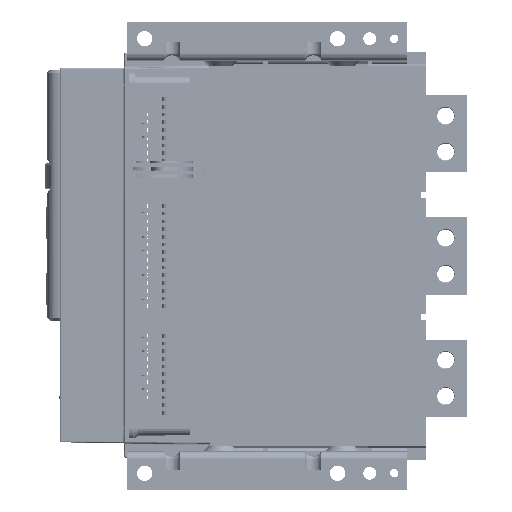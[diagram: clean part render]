
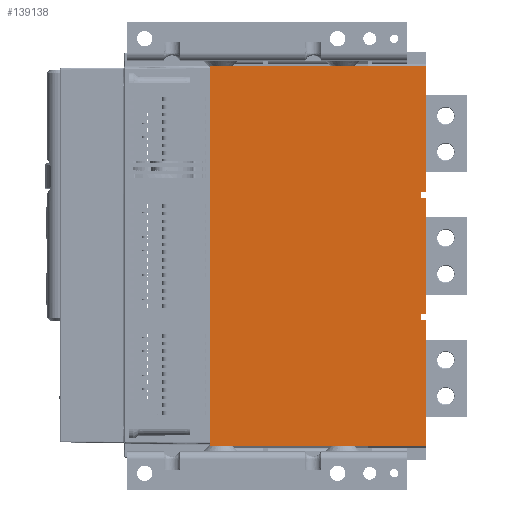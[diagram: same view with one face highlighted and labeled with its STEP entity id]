
A CAD part, front view. The second image highlights one B-rep face of the part: STEP entity #139138.
In plain terms, the highlighted planar face has unit normal (0, -1, 0).
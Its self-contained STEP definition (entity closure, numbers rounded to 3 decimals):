
#4924=DIRECTION('',(0.,0.,-1.));
#4925=VECTOR('',#4924,2.);
#4926=CARTESIAN_POINT('',(-168.,0.,195.5));
#4927=LINE('',#4926,#4925);
#4928=DIRECTION('',(1.,0.,0.));
#4929=VECTOR('',#4928,168.);
#4930=CARTESIAN_POINT('',(-168.,0.,195.5));
#4931=LINE('',#4930,#4929);
#4932=DIRECTION('',(1.,0.,0.));
#4933=VECTOR('',#4932,4.);
#4934=CARTESIAN_POINT('',(-4.,0.,97.5));
#4935=LINE('',#4934,#4933);
#4936=DIRECTION('',(0.,0.,1.));
#4937=VECTOR('',#4936,90.);
#4938=CARTESIAN_POINT('',(0.,0.,2.5));
#4939=LINE('',#4938,#4937);
#4940=DIRECTION('',(1.,0.,0.));
#4941=VECTOR('',#4940,4.);
#4942=CARTESIAN_POINT('',(-4.,0.,2.5));
#4943=LINE('',#4942,#4941);
#4944=DIRECTION('',(0.,0.,1.));
#4945=VECTOR('',#4944,5.);
#4946=CARTESIAN_POINT('',(-4.,0.,-2.5));
#4947=LINE('',#4946,#4945);
#4948=DIRECTION('',(0.,0.,1.));
#4949=VECTOR('',#4948,98.);
#4950=CARTESIAN_POINT('',(0.,0.,-100.5));
#4951=LINE('',#4950,#4949);
#4952=DIRECTION('',(-1.,0.,0.));
#4953=VECTOR('',#4952,168.);
#4954=CARTESIAN_POINT('',(0.,0.,-100.5));
#4955=LINE('',#4954,#4953);
#4956=DIRECTION('',(0.,0.,-1.));
#4957=VECTOR('',#4956,3.);
#4958=CARTESIAN_POINT('',(-168.,0.,-97.5));
#4959=LINE('',#4958,#4957);
#4960=DIRECTION('',(0.,0.,1.));
#4961=VECTOR('',#4960,291.);
#4962=CARTESIAN_POINT('',(-168.,0.,-97.5));
#4963=LINE('',#4962,#4961);
#35983=DIRECTION('',(1.,0.,0.));
#35984=VECTOR('',#35983,4.);
#35985=CARTESIAN_POINT('',(-4.,0.,-2.5));
#35986=LINE('',#35985,#35984);
#78652=DIRECTION('',(0.,0.,-1.));
#78653=VECTOR('',#78652,98.);
#78654=CARTESIAN_POINT('',(0.,0.,195.5));
#78655=LINE('',#78654,#78653);
#78994=DIRECTION('',(1.,0.,0.));
#78995=VECTOR('',#78994,4.);
#78996=CARTESIAN_POINT('',(-4.,0.,92.5));
#78997=LINE('',#78996,#78995);
#79002=DIRECTION('',(0.,0.,-1.));
#79003=VECTOR('',#79002,5.);
#79004=CARTESIAN_POINT('',(-4.,0.,97.5));
#79005=LINE('',#79004,#79003);
#105242=CARTESIAN_POINT('',(0.,0.,2.5));
#105244=VERTEX_POINT('',#105242);
#105259=CARTESIAN_POINT('',(0.,0.,92.5));
#105260=VERTEX_POINT('',#105259);
#105431=CARTESIAN_POINT('',(0.,0.,195.5));
#105432=VERTEX_POINT('',#105431);
#105433=CARTESIAN_POINT('',(0.,0.,97.5));
#105434=VERTEX_POINT('',#105433);
#105619=CARTESIAN_POINT('',(0.,0.,-2.5));
#105620=VERTEX_POINT('',#105619);
#105621=CARTESIAN_POINT('',(0.,0.,-100.5));
#105622=VERTEX_POINT('',#105621);
#105825=CARTESIAN_POINT('',(-4.,0.,-2.5));
#105826=VERTEX_POINT('',#105825);
#105827=CARTESIAN_POINT('',(-4.,0.,2.5));
#105828=VERTEX_POINT('',#105827);
#105829=CARTESIAN_POINT('',(-4.,0.,92.5));
#105830=VERTEX_POINT('',#105829);
#105831=CARTESIAN_POINT('',(-4.,0.,97.5));
#105832=VERTEX_POINT('',#105831);
#111461=CARTESIAN_POINT('',(-168.,0.,-100.5));
#111462=VERTEX_POINT('',#111461);
#111463=CARTESIAN_POINT('',(-168.,0.,195.5));
#111464=VERTEX_POINT('',#111463);
#122947=CARTESIAN_POINT('',(-168.,0.,-97.5));
#122948=CARTESIAN_POINT('',(-168.,0.,193.5));
#122949=VERTEX_POINT('',#122947);
#122950=VERTEX_POINT('',#122948);
#139105=CARTESIAN_POINT('',(0.,0.,47.5));
#139106=DIRECTION('',(0.,-1.,0.));
#139107=DIRECTION('',(0.,0.,1.));
#139108=AXIS2_PLACEMENT_3D('',#139105,#139106,#139107);
#139109=PLANE('',#139108);
#139111=ORIENTED_EDGE('',*,*,#139110,.F.);
#139113=ORIENTED_EDGE('',*,*,#139112,.T.);
#139115=ORIENTED_EDGE('',*,*,#139114,.T.);
#139117=ORIENTED_EDGE('',*,*,#139116,.F.);
#139119=ORIENTED_EDGE('',*,*,#139118,.T.);
#139121=ORIENTED_EDGE('',*,*,#139120,.T.);
#139123=ORIENTED_EDGE('',*,*,#139122,.F.);
#139125=ORIENTED_EDGE('',*,*,#139124,.F.);
#139127=ORIENTED_EDGE('',*,*,#139126,.F.);
#139129=ORIENTED_EDGE('',*,*,#139128,.T.);
#139131=ORIENTED_EDGE('',*,*,#139130,.F.);
#139133=ORIENTED_EDGE('',*,*,#139132,.T.);
#139134=ORIENTED_EDGE('',*,*,#139094,.F.);
#139135=ORIENTED_EDGE('',*,*,#138669,.T.);
#139136=EDGE_LOOP('',(#139111,#139113,#139115,#139117,#139119,#139121,#139123,
#139125,#139127,#139129,#139131,#139133,#139134,#139135));
#139137=FACE_OUTER_BOUND('',#139136,.F.);
#139138=ADVANCED_FACE('',(#139137),#139109,.T.);
#138669=EDGE_CURVE('',#122949,#122950,#4963,.T.);
#139094=EDGE_CURVE('',#122949,#111462,#4959,.T.);
#139110=EDGE_CURVE('',#111464,#122950,#4927,.T.);
#139112=EDGE_CURVE('',#111464,#105432,#4931,.T.);
#139114=EDGE_CURVE('',#105432,#105434,#78655,.T.);
#139116=EDGE_CURVE('',#105832,#105434,#4935,.T.);
#139118=EDGE_CURVE('',#105832,#105830,#79005,.T.);
#139120=EDGE_CURVE('',#105830,#105260,#78997,.T.);
#139122=EDGE_CURVE('',#105244,#105260,#4939,.T.);
#139124=EDGE_CURVE('',#105828,#105244,#4943,.T.);
#139126=EDGE_CURVE('',#105826,#105828,#4947,.T.);
#139128=EDGE_CURVE('',#105826,#105620,#35986,.T.);
#139130=EDGE_CURVE('',#105622,#105620,#4951,.T.);
#139132=EDGE_CURVE('',#105622,#111462,#4955,.T.);
